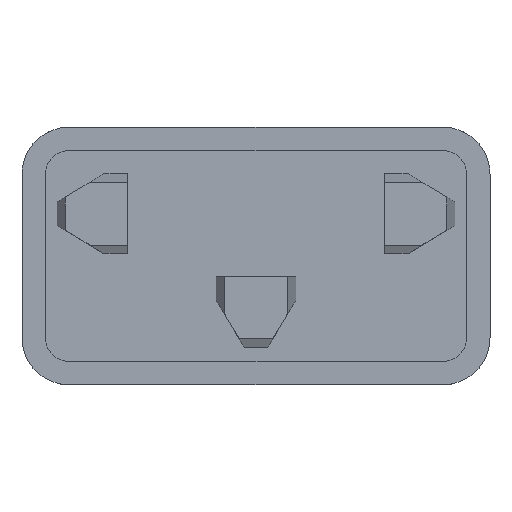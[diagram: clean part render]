
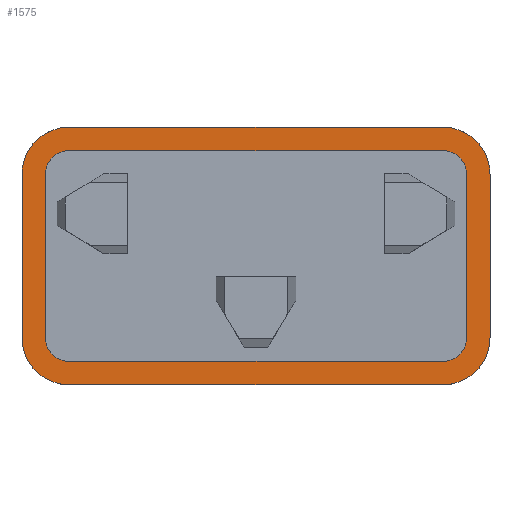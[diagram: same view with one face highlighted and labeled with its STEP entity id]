
A CAD part, top view. The second image highlights one B-rep face of the part: STEP entity #1575.
In plain terms, the highlighted planar face has unit normal (0, 0, 1).
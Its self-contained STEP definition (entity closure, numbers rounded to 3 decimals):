
#79 = VERTEX_POINT ( 'NONE', #539 ) ;
#81 = VERTEX_POINT ( 'NONE', #550 ) ;
#83 = VERTEX_POINT ( 'NONE', #551 ) ;
#86 = VERTEX_POINT ( 'NONE', #553 ) ;
#88 = VERTEX_POINT ( 'NONE', #555 ) ;
#95 = VERTEX_POINT ( 'NONE', #562 ) ;
#96 = VERTEX_POINT ( 'NONE', #563 ) ;
#103 = VERTEX_POINT ( 'NONE', #567 ) ;
#104 = VERTEX_POINT ( 'NONE', #568 ) ;
#105 = VERTEX_POINT ( 'NONE', #569 ) ;
#127 = ORIENTED_EDGE ( 'NONE', *, *, #284, .T. ) ;
#129 = ORIENTED_EDGE ( 'NONE', *, *, #278, .T. ) ;
#130 = ORIENTED_EDGE ( 'NONE', *, *, #299, .F. ) ;
#140 = ORIENTED_EDGE ( 'NONE', *, *, #306, .F. ) ;
#142 = ORIENTED_EDGE ( 'NONE', *, *, #303, .F. ) ;
#143 = ORIENTED_EDGE ( 'NONE', *, *, #287, .T. ) ;
#144 = ORIENTED_EDGE ( 'NONE', *, *, #302, .F. ) ;
#145 = ORIENTED_EDGE ( 'NONE', *, *, #305, .F. ) ;
#146 = ORIENTED_EDGE ( 'NONE', *, *, #281, .T. ) ;
#147 = ORIENTED_EDGE ( 'NONE', *, *, #290, .T. ) ;
#151 = ORIENTED_EDGE ( 'NONE', *, *, #301, .F. ) ;
#154 = ORIENTED_EDGE ( 'NONE', *, *, #300, .F. ) ;
#158 = ORIENTED_EDGE ( 'NONE', *, *, #304, .F. ) ;
#161 = ORIENTED_EDGE ( 'NONE', *, *, #293, .T. ) ;
#162 = ORIENTED_EDGE ( 'NONE', *, *, #296, .T. ) ;
#163 = ORIENTED_EDGE ( 'NONE', *, *, #298, .T. ) ;
#278 = EDGE_CURVE ( 'NONE', #374, #86, #1510, .T. ) ;
#281 = EDGE_CURVE ( 'NONE', #86, #88, #1515, .T. ) ;
#284 = EDGE_CURVE ( 'NONE', #88, #83, #1518, .T. ) ;
#287 = EDGE_CURVE ( 'NONE', #83, #96, #1523, .T. ) ;
#290 = EDGE_CURVE ( 'NONE', #96, #95, #1528, .T. ) ;
#293 = EDGE_CURVE ( 'NONE', #95, #79, #1533, .T. ) ;
#296 = EDGE_CURVE ( 'NONE', #79, #1616, #1538, .T. ) ;
#298 = EDGE_CURVE ( 'NONE', #1616, #374, #1546, .T. ) ;
#299 = EDGE_CURVE ( 'NONE', #1615, #81, #1548, .T. ) ;
#300 = EDGE_CURVE ( 'NONE', #1617, #1615, #1543, .T. ) ;
#301 = EDGE_CURVE ( 'NONE', #104, #1617, #1550, .T. ) ;
#302 = EDGE_CURVE ( 'NONE', #375, #104, #1552, .T. ) ;
#303 = EDGE_CURVE ( 'NONE', #373, #375, #1553, .T. ) ;
#304 = EDGE_CURVE ( 'NONE', #103, #373, #1009, .T. ) ;
#305 = EDGE_CURVE ( 'NONE', #105, #103, #1011, .T. ) ;
#306 = EDGE_CURVE ( 'NONE', #81, #105, #1014, .T. ) ;
#373 = VERTEX_POINT ( 'NONE', #850 ) ;
#374 = VERTEX_POINT ( 'NONE', #798 ) ;
#375 = VERTEX_POINT ( 'NONE', #851 ) ;
#462 = CARTESIAN_POINT ( 'NONE',  ( 8., 4.5, 3. ) ) ;
#463 = CARTESIAN_POINT ( 'NONE',  ( 10., -3.5, 3. ) ) ;
#464 = CARTESIAN_POINT ( 'NONE',  ( 9., 3.5, 3. ) ) ;
#539 = CARTESIAN_POINT ( 'NONE',  ( 8., -5.5, 3. ) ) ;
#550 = CARTESIAN_POINT ( 'NONE',  ( -8., 4.5, 3. ) ) ;
#551 = CARTESIAN_POINT ( 'NONE',  ( -10., 3.5, 3. ) ) ;
#553 = CARTESIAN_POINT ( 'NONE',  ( 8., 5.5, 3. ) ) ;
#555 = CARTESIAN_POINT ( 'NONE',  ( -8., 5.5, 3. ) ) ;
#562 = CARTESIAN_POINT ( 'NONE',  ( -8., -5.5, 3. ) ) ;
#563 = CARTESIAN_POINT ( 'NONE',  ( -10., -3.5, 3. ) ) ;
#567 = CARTESIAN_POINT ( 'NONE',  ( -9., -3.5, 3. ) ) ;
#568 = CARTESIAN_POINT ( 'NONE',  ( 9., -3.5, 3. ) ) ;
#569 = CARTESIAN_POINT ( 'NONE',  ( -9., 3.5, 3. ) ) ;
#656 = CARTESIAN_POINT ( 'NONE',  ( 8., 5.5, 3. ) ) ;
#658 = CARTESIAN_POINT ( 'NONE',  ( 8., 3.5, 3. ) ) ;
#659 = DIRECTION ( 'NONE',  ( 0., 0., 1. ) ) ;
#660 = DIRECTION ( 'NONE',  ( -1., 0., 0. ) ) ;
#664 = DIRECTION ( 'NONE',  ( -1., 0., 0. ) ) ;
#671 = CARTESIAN_POINT ( 'NONE',  ( -10., -3.5, 3. ) ) ;
#672 = CARTESIAN_POINT ( 'NONE',  ( -8., 3.5, 3. ) ) ;
#673 = DIRECTION ( 'NONE',  ( 0., 0., 1. ) ) ;
#674 = DIRECTION ( 'NONE',  ( 1., 0., 0. ) ) ;
#678 = DIRECTION ( 'NONE',  ( 0., -1., 0. ) ) ;
#685 = CARTESIAN_POINT ( 'NONE',  ( 8., -5.5, 3. ) ) ;
#686 = CARTESIAN_POINT ( 'NONE',  ( -8., -3.5, 3. ) ) ;
#687 = DIRECTION ( 'NONE',  ( 0., 0., 1. ) ) ;
#688 = DIRECTION ( 'NONE',  ( -1., 0., 0. ) ) ;
#692 = DIRECTION ( 'NONE',  ( 1., 0., 0. ) ) ;
#698 = CARTESIAN_POINT ( 'NONE',  ( 8., -3.5, 3. ) ) ;
#699 = DIRECTION ( 'NONE',  ( 0., 0., 1. ) ) ;
#700 = DIRECTION ( 'NONE',  ( -1., 0., 0. ) ) ;
#701 = CARTESIAN_POINT ( 'NONE',  ( 10., -3.5, 3. ) ) ;
#702 = DIRECTION ( 'NONE',  ( 0., 1., 0. ) ) ;
#703 = CARTESIAN_POINT ( 'NONE',  ( 8., 4.5, 3. ) ) ;
#704 = DIRECTION ( 'NONE',  ( 0., 1., 0. ) ) ;
#705 = DIRECTION ( 'NONE',  ( -1., 0., 0. ) ) ;
#706 = CARTESIAN_POINT ( 'NONE',  ( 9., -3.5, 3. ) ) ;
#707 = CARTESIAN_POINT ( 'NONE',  ( 8., 3.5, 3. ) ) ;
#708 = DIRECTION ( 'NONE',  ( 0., 0., 1. ) ) ;
#709 = DIRECTION ( 'NONE',  ( 1., 0., 0. ) ) ;
#710 = DIRECTION ( 'NONE',  ( 1., 0., 0. ) ) ;
#711 = CARTESIAN_POINT ( 'NONE',  ( -8., -4.5, 3. ) ) ;
#712 = CARTESIAN_POINT ( 'NONE',  ( 8., -3.5, 3. ) ) ;
#713 = DIRECTION ( 'NONE',  ( 0., 0., 1. ) ) ;
#714 = DIRECTION ( 'NONE',  ( 1., 0., 0. ) ) ;
#715 = DIRECTION ( 'NONE',  ( 0., -1., 0. ) ) ;
#716 = CARTESIAN_POINT ( 'NONE',  ( -9., 3.5, 3. ) ) ;
#717 = CARTESIAN_POINT ( 'NONE',  ( -8., -3.5, 3. ) ) ;
#718 = DIRECTION ( 'NONE',  ( 0., 0., 1. ) ) ;
#719 = DIRECTION ( 'NONE',  ( 1., 0., 0. ) ) ;
#724 = CARTESIAN_POINT ( 'NONE',  ( -8., 3.5, 3. ) ) ;
#725 = DIRECTION ( 'NONE',  ( 0., 0., 1. ) ) ;
#726 = DIRECTION ( 'NONE',  ( 1., 0., 0. ) ) ;
#798 = CARTESIAN_POINT ( 'NONE',  ( 10., 3.5, 3. ) ) ;
#850 = CARTESIAN_POINT ( 'NONE',  ( -8., -4.5, 3. ) ) ;
#851 = CARTESIAN_POINT ( 'NONE',  ( 8., -4.5, 3. ) ) ;
#947 = DIRECTION ( 'NONE',  ( 0., 0., -1. ) ) ;
#949 = CARTESIAN_POINT ( 'NONE',  ( 8., 3.5, 3. ) ) ;
#950 = PLANE ( 'NONE',  #1680 ) ;
#952 = DIRECTION ( 'NONE',  ( -1., 0., 0. ) ) ;
#1009 = CIRCLE ( 'NONE', #1659, 1. ) ;
#1011 = LINE ( 'NONE', #716, #1012 ) ;
#1012 = VECTOR ( 'NONE', #715, 1000. ) ;
#1014 = CIRCLE ( 'NONE', #1660, 1. ) ;
#1166 = FACE_OUTER_BOUND ( 'NONE', #1323, .T. ) ;
#1169 = FACE_BOUND ( 'NONE', #1312, .T. ) ;
#1312 = EDGE_LOOP ( 'NONE', ( #130, #154, #151, #144, #142, #158, #145, #140 ) ) ;
#1323 = EDGE_LOOP ( 'NONE', ( #129, #146, #127, #143, #147, #161, #162, #163 ) ) ;
#1510 = CIRCLE ( 'NONE', #1650, 2. ) ;
#1515 = LINE ( 'NONE', #656, #1521 ) ;
#1518 = CIRCLE ( 'NONE', #1652, 2. ) ;
#1521 = VECTOR ( 'NONE', #664, 1000. ) ;
#1523 = LINE ( 'NONE', #671, #1531 ) ;
#1528 = CIRCLE ( 'NONE', #1654, 2. ) ;
#1531 = VECTOR ( 'NONE', #678, 1000. ) ;
#1533 = LINE ( 'NONE', #685, #1541 ) ;
#1538 = CIRCLE ( 'NONE', #1656, 2. ) ;
#1541 = VECTOR ( 'NONE', #692, 1000. ) ;
#1543 = CIRCLE ( 'NONE', #1657, 1. ) ;
#1546 = LINE ( 'NONE', #701, #1549 ) ;
#1548 = LINE ( 'NONE', #703, #1551 ) ;
#1549 = VECTOR ( 'NONE', #702, 1000. ) ;
#1550 = LINE ( 'NONE', #706, #1554 ) ;
#1551 = VECTOR ( 'NONE', #705, 1000. ) ;
#1552 = CIRCLE ( 'NONE', #1658, 1. ) ;
#1553 = LINE ( 'NONE', #711, #1555 ) ;
#1554 = VECTOR ( 'NONE', #704, 1000. ) ;
#1555 = VECTOR ( 'NONE', #710, 1000. ) ;
#1575 = ADVANCED_FACE ( 'NONE', ( #1169, #1166 ), #950, .F. ) ;
#1615 = VERTEX_POINT ( 'NONE', #462 ) ;
#1616 = VERTEX_POINT ( 'NONE', #463 ) ;
#1617 = VERTEX_POINT ( 'NONE', #464 ) ;
#1650 = AXIS2_PLACEMENT_3D ( 'NONE', #658, #659, #660 ) ;
#1652 = AXIS2_PLACEMENT_3D ( 'NONE', #672, #673, #674 ) ;
#1654 = AXIS2_PLACEMENT_3D ( 'NONE', #686, #687, #688 ) ;
#1656 = AXIS2_PLACEMENT_3D ( 'NONE', #698, #699, #700 ) ;
#1657 = AXIS2_PLACEMENT_3D ( 'NONE', #707, #708, #709 ) ;
#1658 = AXIS2_PLACEMENT_3D ( 'NONE', #712, #713, #714 ) ;
#1659 = AXIS2_PLACEMENT_3D ( 'NONE', #717, #718, #719 ) ;
#1660 = AXIS2_PLACEMENT_3D ( 'NONE', #724, #725, #726 ) ;
#1680 = AXIS2_PLACEMENT_3D ( 'NONE', #949, #947, #952 ) ;
